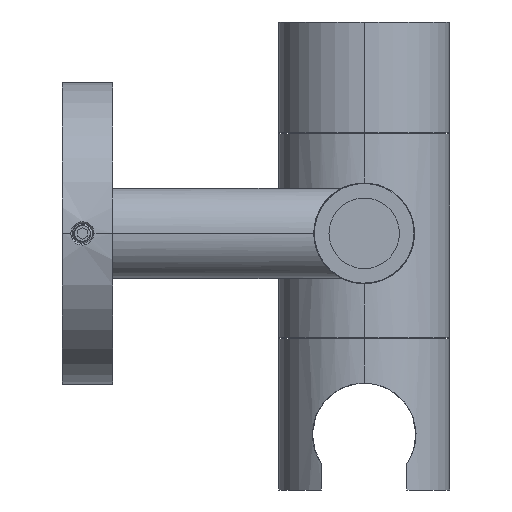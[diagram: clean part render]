
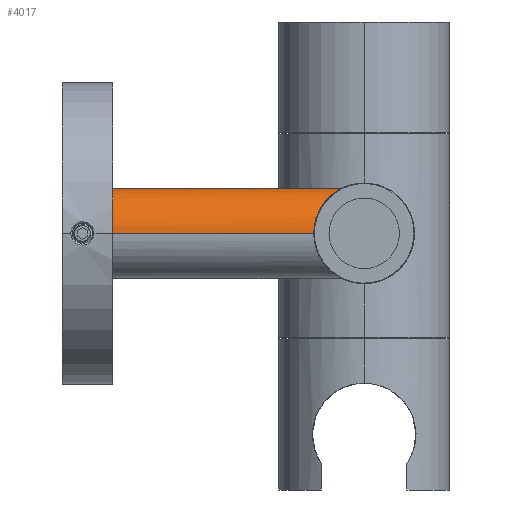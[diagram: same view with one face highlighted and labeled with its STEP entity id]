
A CAD part, front view. The second image highlights one B-rep face of the part: STEP entity #4017.
In plain terms, the highlighted cylindrical face has radius 9 mm (diameter 18 mm), a partial arc.
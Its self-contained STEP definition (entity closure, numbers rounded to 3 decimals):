
#1185=CARTESIAN_POINT('',(50.,-359.,0.));
#1186=CARTESIAN_POINT('',(50.,-359.,0.095));
#1187=CARTESIAN_POINT('',(50.003,-358.997,
0.286));
#1188=CARTESIAN_POINT('',(50.015,-358.983,
0.571));
#1189=CARTESIAN_POINT('',(50.035,-358.961,
0.857));
#1190=CARTESIAN_POINT('',(50.064,-358.929,1.143));
#1191=CARTESIAN_POINT('',(50.101,-358.887,1.429));
#1192=CARTESIAN_POINT('',(50.147,-358.836,1.716));
#1193=CARTESIAN_POINT('',(50.201,-358.776,2.004));
#1194=CARTESIAN_POINT('',(50.265,-358.705,2.291));
#1195=CARTESIAN_POINT('',(50.337,-358.625,2.578));
#1196=CARTESIAN_POINT('',(50.418,-358.533,2.866));
#1197=CARTESIAN_POINT('',(50.509,-358.431,3.154));
#1198=CARTESIAN_POINT('',(50.609,-358.318,3.441));
#1199=CARTESIAN_POINT('',(50.719,-358.194,3.727));
#1200=CARTESIAN_POINT('',(50.839,-358.058,4.014));
#1201=CARTESIAN_POINT('',(50.969,-357.909,4.299));
#1202=CARTESIAN_POINT('',(51.11,-357.748,4.583));
#1203=CARTESIAN_POINT('',(51.261,-357.574,4.865));
#1204=CARTESIAN_POINT('',(51.424,-357.386,5.146));
#1205=CARTESIAN_POINT('',(51.596,-357.185,5.424));
#1206=CARTESIAN_POINT('',(51.78,-356.97,5.698));
#1207=CARTESIAN_POINT('',(51.974,-356.74,5.968));
#1208=CARTESIAN_POINT('',(52.178,-356.495,6.234));
#1209=CARTESIAN_POINT('',(52.392,-356.236,6.493));
#1210=CARTESIAN_POINT('',(52.615,-355.962,6.746));
#1211=CARTESIAN_POINT('',(52.846,-355.673,6.99));
#1212=CARTESIAN_POINT('',(53.083,-355.372,7.224));
#1213=CARTESIAN_POINT('',(53.323,-355.059,7.447));
#1214=CARTESIAN_POINT('',(53.565,-354.736,7.656));
#1215=CARTESIAN_POINT('',(53.803,-354.406,7.851));
#1216=CARTESIAN_POINT('',(54.034,-354.075,8.027));
#1217=CARTESIAN_POINT('',(54.254,-353.747,8.186));
#1218=CARTESIAN_POINT('',(54.459,-353.424,8.326));
#1219=CARTESIAN_POINT('',(54.646,-353.112,8.447));
#1220=CARTESIAN_POINT('',(54.814,-352.813,8.551));
#1221=CARTESIAN_POINT('',(54.963,-352.529,8.639));
#1222=CARTESIAN_POINT('',(55.093,-352.258,8.713));
#1223=CARTESIAN_POINT('',(55.205,-352.002,8.776));
#1224=CARTESIAN_POINT('',(55.301,-351.759,8.828));
#1225=CARTESIAN_POINT('',(55.383,-351.526,8.871));
#1226=CARTESIAN_POINT('',(55.452,-351.303,8.906));
#1227=CARTESIAN_POINT('',(55.509,-351.088,8.935));
#1228=CARTESIAN_POINT('',(55.555,-350.879,8.958));
#1229=CARTESIAN_POINT('',(55.59,-350.677,8.975));
#1230=CARTESIAN_POINT('',(55.616,-350.479,8.988));
#1231=CARTESIAN_POINT('',(55.633,-350.285,8.996));
#1232=CARTESIAN_POINT('',(55.642,-350.093,9.));
#1233=CARTESIAN_POINT('',(55.641,-349.901,9.));
#1234=CARTESIAN_POINT('',(55.633,-349.709,8.996));
#1235=CARTESIAN_POINT('',(55.616,-349.515,8.988));
#1236=CARTESIAN_POINT('',(55.589,-349.317,8.975));
#1237=CARTESIAN_POINT('',(55.554,-349.116,8.957));
#1238=CARTESIAN_POINT('',(55.508,-348.909,8.934));
#1239=CARTESIAN_POINT('',(55.451,-348.694,8.906));
#1240=CARTESIAN_POINT('',(55.383,-348.472,8.87));
#1241=CARTESIAN_POINT('',(55.3,-348.238,8.827));
#1242=CARTESIAN_POINT('',(55.204,-347.994,8.775));
#1243=CARTESIAN_POINT('',(55.091,-347.738,8.713));
#1244=CARTESIAN_POINT('',(54.961,-347.468,8.638));
#1245=CARTESIAN_POINT('',(54.813,-347.185,8.55));
#1246=CARTESIAN_POINT('',(54.645,-346.886,8.446));
#1247=CARTESIAN_POINT('',(54.458,-346.574,8.325));
#1248=CARTESIAN_POINT('',(54.253,-346.252,8.185));
#1249=CARTESIAN_POINT('',(54.034,-345.924,8.027));
#1250=CARTESIAN_POINT('',(53.803,-345.592,7.85));
#1251=CARTESIAN_POINT('',(53.564,-345.263,7.656));
#1252=CARTESIAN_POINT('',(53.323,-344.941,7.447));
#1253=CARTESIAN_POINT('',(53.083,-344.628,7.224));
#1254=CARTESIAN_POINT('',(52.846,-344.326,6.99));
#1255=CARTESIAN_POINT('',(52.615,-344.038,6.746));
#1256=CARTESIAN_POINT('',(52.392,-343.764,6.493));
#1257=CARTESIAN_POINT('',(52.178,-343.505,6.234));
#1258=CARTESIAN_POINT('',(51.974,-343.26,5.968));
#1259=CARTESIAN_POINT('',(51.78,-343.03,5.698));
#1260=CARTESIAN_POINT('',(51.596,-342.815,5.424));
#1261=CARTESIAN_POINT('',(51.424,-342.614,5.146));
#1262=CARTESIAN_POINT('',(51.261,-342.426,4.865));
#1263=CARTESIAN_POINT('',(51.11,-342.252,4.583));
#1264=CARTESIAN_POINT('',(50.969,-342.091,4.299));
#1265=CARTESIAN_POINT('',(50.839,-341.942,4.014));
#1266=CARTESIAN_POINT('',(50.719,-341.806,3.727));
#1267=CARTESIAN_POINT('',(50.609,-341.682,3.441));
#1268=CARTESIAN_POINT('',(50.509,-341.569,3.154));
#1269=CARTESIAN_POINT('',(50.418,-341.467,2.866));
#1270=CARTESIAN_POINT('',(50.337,-341.375,2.578));
#1271=CARTESIAN_POINT('',(50.265,-341.295,2.291));
#1272=CARTESIAN_POINT('',(50.201,-341.224,2.004));
#1273=CARTESIAN_POINT('',(50.147,-341.164,1.716));
#1274=CARTESIAN_POINT('',(50.101,-341.113,1.429));
#1275=CARTESIAN_POINT('',(50.064,-341.071,1.143));
#1276=CARTESIAN_POINT('',(50.035,-341.039,
0.857));
#1277=CARTESIAN_POINT('',(50.015,-341.017,
0.571));
#1278=CARTESIAN_POINT('',(50.003,-341.003,
0.286));
#1279=CARTESIAN_POINT('',(50.,-341.,0.095));
#1280=CARTESIAN_POINT('',(50.,-341.,0.));
#1387=DIRECTION('',(1.,0.,0.));
#1388=VECTOR('',#1387,40.);
#1389=CARTESIAN_POINT('',(10.,-359.,0.));
#1390=LINE('',#1389,#1388);
#1391=DIRECTION('',(1.,0.,0.));
#1392=VECTOR('',#1391,40.);
#1393=CARTESIAN_POINT('',(10.,-341.,0.));
#1394=LINE('',#1393,#1392);
#1405=CARTESIAN_POINT('',(10.,-350.,0.));
#1406=DIRECTION('',(1.,0.,0.));
#1407=DIRECTION('',(0.,1.,0.));
#1408=AXIS2_PLACEMENT_3D('',#1405,#1406,#1407);
#3139=CARTESIAN_POINT('',(50.,-359.,0.));
#3140=VERTEX_POINT('',#3139);
#3141=VERTEX_POINT('',#1280);
#3389=CARTESIAN_POINT('',(10.,-341.,0.));
#3390=VERTEX_POINT('',#3389);
#3391=CARTESIAN_POINT('',(10.,-359.,0.));
#3392=VERTEX_POINT('',#3391);
#4005=CARTESIAN_POINT('',(-3.,-350.,0.));
#4006=DIRECTION('',(-1.,0.,0.));
#4007=DIRECTION('',(0.,1.,0.));
#4008=AXIS2_PLACEMENT_3D('',#4005,#4006,#4007);
#4009=CYLINDRICAL_SURFACE('',#4008,9.);
#4010=ORIENTED_EDGE('',*,*,#3963,.F.);
#4011=ORIENTED_EDGE('',*,*,#4000,.F.);
#4013=ORIENTED_EDGE('',*,*,#4012,.F.);
#4014=ORIENTED_EDGE('',*,*,#3996,.T.);
#4015=EDGE_LOOP('',(#4010,#4011,#4013,#4014));
#4016=FACE_OUTER_BOUND('',#4015,.F.);
#4017=ADVANCED_FACE('',(#4016),#4009,.T.);
#1281=B_SPLINE_CURVE_WITH_KNOTS('',3,(#1185,#1186,#1187,#1188,#1189,#1190,#1191,
#1192,#1193,#1194,#1195,#1196,#1197,#1198,#1199,#1200,#1201,#1202,#1203,#1204,
#1205,#1206,#1207,#1208,#1209,#1210,#1211,#1212,#1213,#1214,#1215,#1216,#1217,
#1218,#1219,#1220,#1221,#1222,#1223,#1224,#1225,#1226,#1227,#1228,#1229,#1230,
#1231,#1232,#1233,#1234,#1235,#1236,#1237,#1238,#1239,#1240,#1241,#1242,#1243,
#1244,#1245,#1246,#1247,#1248,#1249,#1250,#1251,#1252,#1253,#1254,#1255,#1256,
#1257,#1258,#1259,#1260,#1261,#1262,#1263,#1264,#1265,#1266,#1267,#1268,#1269,
#1270,#1271,#1272,#1273,#1274,#1275,#1276,#1277,#1278,#1279,#1280),
.UNSPECIFIED.,.F.,.F.,(4,1,1,1,1,1,1,1,1,1,1,1,1,1,1,1,1,1,1,1,1,1,1,1,1,1,1,1,
1,1,1,1,1,1,1,1,1,1,1,1,1,1,1,1,1,1,1,1,1,1,1,1,1,1,1,1,1,1,1,1,1,1,1,1,1,1,1,1,
1,1,1,1,1,1,1,1,1,1,1,1,1,1,1,1,1,1,1,1,1,1,1,1,1,4),(0.,0.011,
0.022,0.032,0.043,0.054,
0.065,0.075,0.086,0.097,
0.108,0.118,0.129,0.14,
0.151,0.161,0.172,0.183,
0.194,0.204,0.215,0.226,
0.237,0.247,0.258,0.269,
0.28,0.29,0.301,0.312,
0.323,0.333,0.344,0.355,
0.366,0.376,0.387,0.398,
0.409,0.419,0.43,0.441,
0.452,0.462,0.473,0.484,
0.495,0.505,0.516,0.527,
0.538,0.548,0.559,0.57,
0.581,0.591,0.602,0.613,
0.624,0.634,0.645,0.656,
0.667,0.677,0.688,0.699,
0.71,0.72,0.731,0.742,
0.753,0.763,0.774,0.785,
0.796,0.806,0.817,0.828,
0.839,0.849,0.86,0.871,
0.882,0.892,0.903,0.914,
0.925,0.935,0.946,0.957,
0.968,0.978,0.989,1.),.UNSPECIFIED.);
#1409=CIRCLE('',#1408,9.);
#3963=EDGE_CURVE('',#3140,#3141,#1281,.T.);
#3996=EDGE_CURVE('',#3390,#3141,#1394,.T.);
#4000=EDGE_CURVE('',#3392,#3140,#1390,.T.);
#4012=EDGE_CURVE('',#3390,#3392,#1409,.T.);
